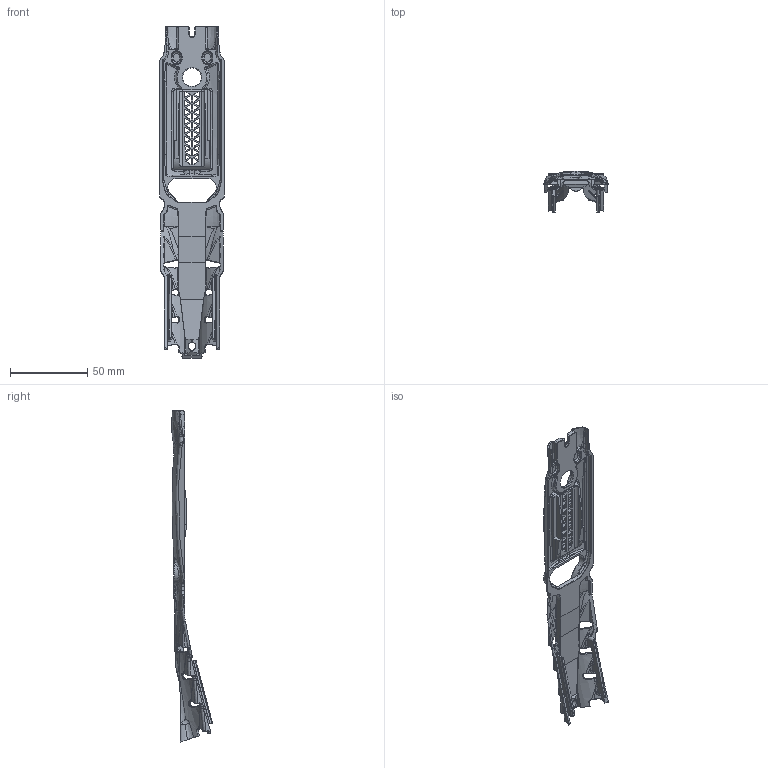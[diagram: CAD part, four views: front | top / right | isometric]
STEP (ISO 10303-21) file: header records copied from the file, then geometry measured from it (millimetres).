
FILE_DESCRIPTION((''),'2;1');
FILE_NAME('UPPER_SHELL','2026-02-01T15:24:57',('james'),(''),'CREO PARAMETRIC BY PTC INC, 2023294','CREO PARAMETRIC BY PTC INC, 2023294','');
FILE_SCHEMA(('CONFIG_CONTROL_DESIGN'));
Products named in the file (1): UPPER_SHELL
Bounding box: 41.95 x 26.58 x 214.63 mm (x, y, z)
Volume: 20099.5 mm3; surface area: 23267.6 mm2
Topology: 1 solids, 1 shells, 1443 faces, 3686 edges, 2221 vertices
Faces by surface type: bspline 670, plane 328, cylinder 227, torus 107, extrusion 52, cone 39, sphere 12, revolution 8
Entity records: 92630 total; most frequent: CARTESIAN_POINT 63284, ORIENTED_EDGE 7372, DIRECTION 4295, EDGE_CURVE 3686, VERTEX_POINT 2221, B_SPLINE_CURVE_WITH_KNOTS 1865, AXIS2_PLACEMENT_3D 1641, EDGE_LOOP 1509
